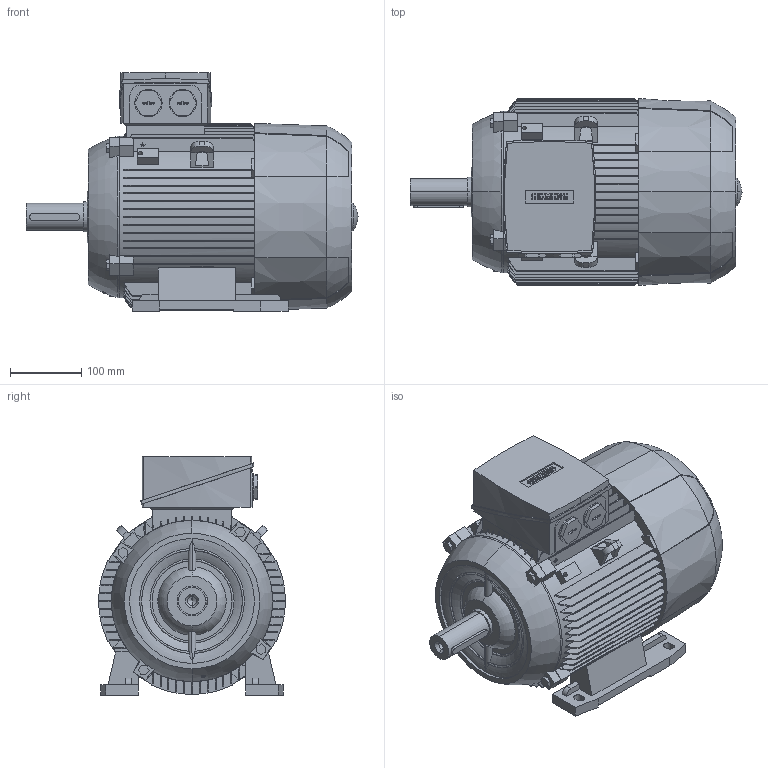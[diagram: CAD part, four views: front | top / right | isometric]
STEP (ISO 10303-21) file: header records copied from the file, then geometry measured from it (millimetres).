
FILE_DESCRIPTION(('STEP AP214'),'1');
FILE_NAME('cctmp_35E65878-9F4C-4229-BAAC-5E7896F8F63D_2023_06_26_14_50_36_0923..stp','2023-06-26T12:50:37',('SIEMENS A&D'),('CADClick - www.CADClick.com'),'Spatial InterOp 3D',' ','unknown authorization');
FILE_SCHEMA(('AUTOMOTIVE_DESIGN'));
Length unit declared in the file: millimetre
Products named in the file (1): 1
Bounding box: 465 x 262 x 334 mm (x, y, z)
Volume: 18446357.5 mm3; surface area: 804678.2 mm2
Topology: 7 solids, 7 shells, 914 faces, 2575 edges, 1707 vertices
Faces by surface type: plane 545, cylinder 215, torus 136, cone 18
Entity records: 43929 total; most frequent: CARTESIAN_POINT 13310, ORIENTED_EDGE 5142, DIRECTION 4472, EDGE_CURVE 2571, VERTEX_POINT 1707, LINE 1544, VECTOR 1544, AXIS2_PLACEMENT_3D 1464
